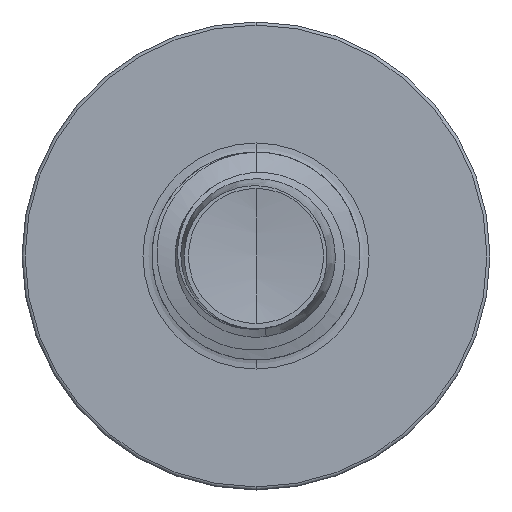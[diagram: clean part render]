
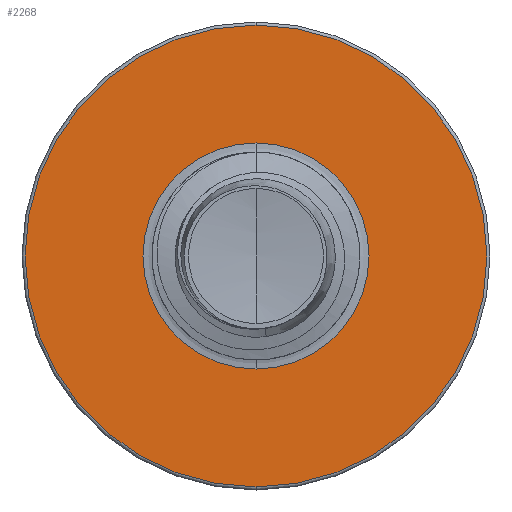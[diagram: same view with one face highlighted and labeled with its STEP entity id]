
A CAD part, front view. The second image highlights one B-rep face of the part: STEP entity #2268.
In plain terms, the highlighted planar face has unit normal (0, -1, 0).
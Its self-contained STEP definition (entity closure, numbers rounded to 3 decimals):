
#243 = ORIENTED_EDGE ( 'NONE', *, *, #4436, .T. ) ;
#412 = DIRECTION ( 'NONE',  ( 0., 0., 1. ) ) ;
#417 = DIRECTION ( 'NONE',  ( 0., 1., 0. ) ) ;
#430 = VERTEX_POINT ( 'NONE', #3767 ) ;
#438 = CARTESIAN_POINT ( 'NONE',  ( 0., 4.5, 0. ) ) ;
#2268 = ADVANCED_FACE ( 'NONE', ( #14312, #8701 ), #11340, .F. ) ;
#2315 = AXIS2_PLACEMENT_3D ( 'NONE', #12593, #7310, #13224 ) ;
#2406 = AXIS2_PLACEMENT_3D ( 'NONE', #8562, #14136, #9773 ) ;
#3354 = CARTESIAN_POINT ( 'NONE',  ( 0., 4.5, 4.44 ) ) ;
#3679 = CIRCLE ( 'NONE', #2315, 4.44 ) ;
#3767 = CARTESIAN_POINT ( 'NONE',  ( 0., 4.5, -4.44 ) ) ;
#4436 = EDGE_CURVE ( 'NONE', #11359, #10996, #9974, .T. ) ;
#5827 = EDGE_LOOP ( 'NONE', ( #8233, #11047 ) ) ;
#5863 = AXIS2_PLACEMENT_3D ( 'NONE', #13963, #13950, #13932 ) ;
#6066 = CARTESIAN_POINT ( 'NONE',  ( 0., 4.5, -2.174 ) ) ;
#7310 = DIRECTION ( 'NONE',  ( 0., 1., 0. ) ) ;
#7641 = DIRECTION ( 'NONE',  ( 0., 1., 0. ) ) ;
#7680 = DIRECTION ( 'NONE',  ( 0., 0., 1. ) ) ;
#8110 = CIRCLE ( 'NONE', #5863, 4.44 ) ;
#8233 = ORIENTED_EDGE ( 'NONE', *, *, #10827, .F. ) ;
#8562 = CARTESIAN_POINT ( 'NONE',  ( 0., 4.5, 0. ) ) ;
#8626 = AXIS2_PLACEMENT_3D ( 'NONE', #438, #417, #412 ) ;
#8701 = FACE_BOUND ( 'NONE', #13809, .T. ) ;
#9166 = AXIS2_PLACEMENT_3D ( 'NONE', #9599, #7641, #7680 ) ;
#9599 = CARTESIAN_POINT ( 'NONE',  ( 0., 4.5, -2.174 ) ) ;
#9773 = DIRECTION ( 'NONE',  ( 0., 0., 1. ) ) ;
#9974 = CIRCLE ( 'NONE', #8626, 2.174 ) ;
#10827 = EDGE_CURVE ( 'NONE', #12372, #430, #8110, .T. ) ;
#10996 = VERTEX_POINT ( 'NONE', #11418 ) ;
#11047 = ORIENTED_EDGE ( 'NONE', *, *, #12813, .F. ) ;
#11340 = PLANE ( 'NONE',  #9166 ) ;
#11359 = VERTEX_POINT ( 'NONE', #6066 ) ;
#11418 = CARTESIAN_POINT ( 'NONE',  ( 0., 4.5, 2.174 ) ) ;
#12372 = VERTEX_POINT ( 'NONE', #3354 ) ;
#12579 = ORIENTED_EDGE ( 'NONE', *, *, #12761, .T. ) ;
#12593 = CARTESIAN_POINT ( 'NONE',  ( 0., 4.5, 0. ) ) ;
#12595 = CIRCLE ( 'NONE', #2406, 2.174 ) ;
#12761 = EDGE_CURVE ( 'NONE', #10996, #11359, #12595, .T. ) ;
#12813 = EDGE_CURVE ( 'NONE', #430, #12372, #3679, .T. ) ;
#13224 = DIRECTION ( 'NONE',  ( 0., 0., 1. ) ) ;
#13809 = EDGE_LOOP ( 'NONE', ( #12579, #243 ) ) ;
#13932 = DIRECTION ( 'NONE',  ( 0., 0., 1. ) ) ;
#13950 = DIRECTION ( 'NONE',  ( 0., 1., 0. ) ) ;
#13963 = CARTESIAN_POINT ( 'NONE',  ( 0., 4.5, 0. ) ) ;
#14136 = DIRECTION ( 'NONE',  ( 0., 1., 0. ) ) ;
#14312 = FACE_OUTER_BOUND ( 'NONE', #5827, .T. ) ;
